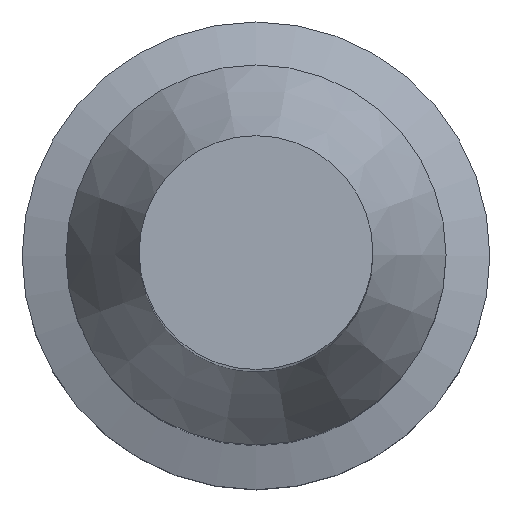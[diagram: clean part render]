
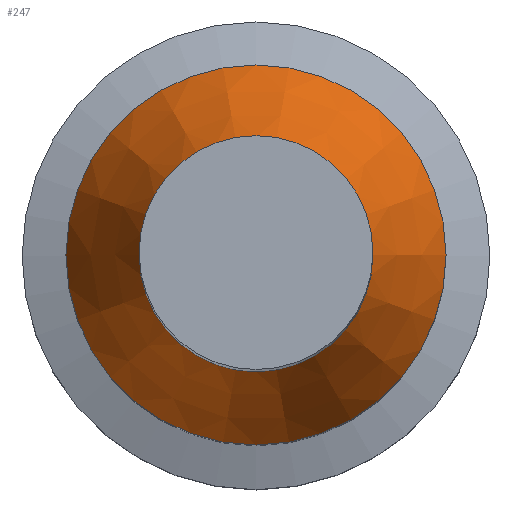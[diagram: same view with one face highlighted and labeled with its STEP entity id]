
A CAD part, top view. The second image highlights one B-rep face of the part: STEP entity #247.
In plain terms, the highlighted conical face has half-angle 25 degrees and reference radius 2 mm.
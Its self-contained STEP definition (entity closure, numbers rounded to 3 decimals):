
#25=CONICAL_SURFACE('',#287,2.,0.436);
#42=ORIENTED_EDGE('',*,*,#85,.F.);
#43=ORIENTED_EDGE('',*,*,#82,.T.);
#82=EDGE_CURVE('',#104,#104,#126,.T.);
#85=EDGE_CURVE('',#107,#107,#128,.T.);
#104=VERTEX_POINT('',#423);
#107=VERTEX_POINT('',#441);
#126=CIRCLE('',#284,2.);
#128=CIRCLE('',#288,3.25);
#151=EDGE_LOOP('',(#42));
#152=EDGE_LOOP('',(#43));
#195=FACE_BOUND('',#151,.T.);
#196=FACE_BOUND('',#152,.T.);
#247=ADVANCED_FACE('',(#195,#196),#25,.T.);
#284=AXIS2_PLACEMENT_3D('',#422,#332,#333);
#287=AXIS2_PLACEMENT_3D('',#439,#338,#339);
#288=AXIS2_PLACEMENT_3D('',#440,#340,#341);
#332=DIRECTION('',(1.,0.,0.));
#333=DIRECTION('',(0.,0.,-1.));
#338=DIRECTION('',(1.,0.,0.));
#339=DIRECTION('',(0.,0.,-1.));
#340=DIRECTION('',(1.,0.,0.));
#341=DIRECTION('',(0.,0.,-1.));
#422=CARTESIAN_POINT('',(21.,0.,0.));
#423=CARTESIAN_POINT('',(21.,0.,-2.));
#439=CARTESIAN_POINT('',(21.,0.,0.));
#440=CARTESIAN_POINT('',(23.681,0.,0.));
#441=CARTESIAN_POINT('',(23.681,0.,-3.25));
